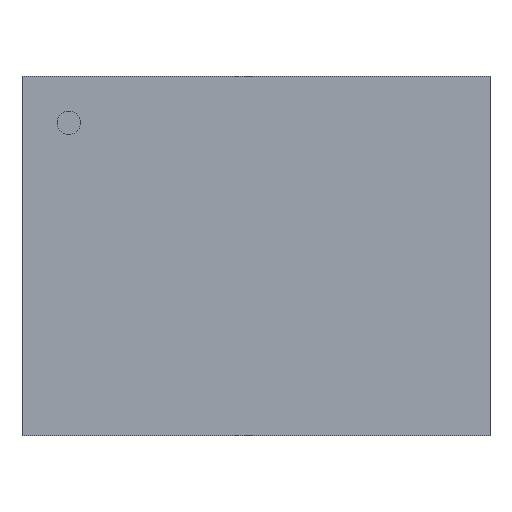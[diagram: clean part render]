
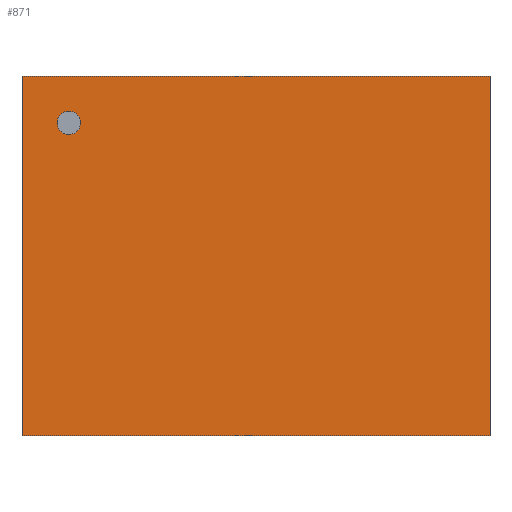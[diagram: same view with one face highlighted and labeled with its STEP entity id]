
A CAD part, top view. The second image highlights one B-rep face of the part: STEP entity #871.
In plain terms, the highlighted planar face has unit normal (0, 0, 1).
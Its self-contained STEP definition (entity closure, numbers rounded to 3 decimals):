
#647=CARTESIAN_POINT('',(1.372,-1.054,0.533));
#646=VERTEX_POINT('',#647);
#657=CARTESIAN_POINT('',(-1.372,-1.054,0.533));
#656=VERTEX_POINT('',#657);
#655=EDGE_CURVE('',#656,#646,#660,.T.);
#660=LINE('',#657,#662);
#662=VECTOR('',#663,2.743);
#663=DIRECTION('',(1.0,0.0,0.0));
#696=CARTESIAN_POINT('',(1.372,1.054,0.533));
#695=VERTEX_POINT('',#696);
#704=EDGE_CURVE('',#646,#695,#709,.T.);
#709=LINE('',#647,#711);
#711=VECTOR('',#712,2.108);
#712=DIRECTION('',(0.0,1.0,0.0));
#745=CARTESIAN_POINT('',(-1.372,1.054,0.533));
#744=VERTEX_POINT('',#745);
#753=EDGE_CURVE('',#695,#744,#758,.T.);
#758=LINE('',#696,#760);
#760=VECTOR('',#761,2.743);
#761=DIRECTION('',(-1.0,0.0,0.0));
#802=EDGE_CURVE('',#744,#656,#807,.T.);
#807=LINE('',#745,#809);
#809=VECTOR('',#810,2.108);
#810=DIRECTION('',(0.0,-1.0,0.0));
#871=ADVANCED_FACE('',(#877),#872,.T.);
#872=PLANE('',#873);
#873=AXIS2_PLACEMENT_3D('',#874,#875,#876);
#874=CARTESIAN_POINT('',(-1.372,-1.054,0.533));
#875=DIRECTION('',(0.0,0.0,1.0));
#876=DIRECTION('',(0.,1.,0.));
#877=FACE_OUTER_BOUND('',#878,.T.);
#878=EDGE_LOOP('',(#879,#889,#899,#909));
#879=ORIENTED_EDGE('',*,*,#655,.T.);
#889=ORIENTED_EDGE('',*,*,#704,.T.);
#899=ORIENTED_EDGE('',*,*,#753,.T.);
#909=ORIENTED_EDGE('',*,*,#802,.T.);
